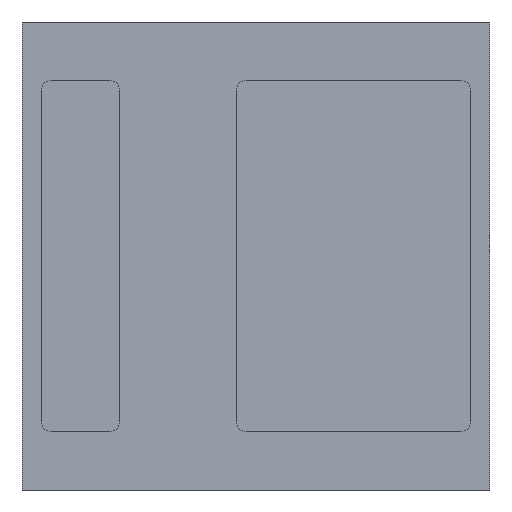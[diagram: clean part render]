
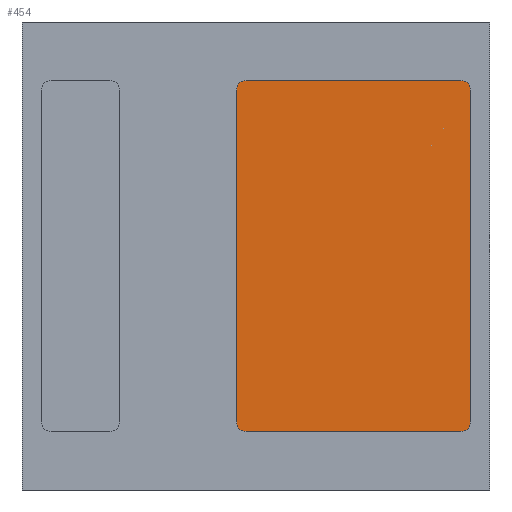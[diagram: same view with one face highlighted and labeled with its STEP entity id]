
A CAD part, front view. The second image highlights one B-rep face of the part: STEP entity #454.
In plain terms, the highlighted planar face has unit normal (0, -1, 0).
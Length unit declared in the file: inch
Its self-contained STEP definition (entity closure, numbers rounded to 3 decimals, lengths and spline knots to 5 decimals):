
#13 = DIRECTION ( 'NONE',  ( 0., 0., -1. ) ) ;
#24 = LINE ( 'NONE', #352, #336 ) ;
#25 = PLANE ( 'NONE',  #369 ) ;
#26 = CARTESIAN_POINT ( 'NONE',  ( -0.005, 0., -0.0425 ) ) ;
#34 = DIRECTION ( 'NONE',  ( 0., 0., 1. ) ) ;
#39 = CARTESIAN_POINT ( 'NONE',  ( 0.0525, 0., 0.045 ) ) ;
#52 = DIRECTION ( 'NONE',  ( 0., -1., 0. ) ) ;
#67 = CARTESIAN_POINT ( 'NONE',  ( 0.0525, 0., 0.0425 ) ) ;
#83 = AXIS2_PLACEMENT_3D ( 'NONE', #944, #706, #13 ) ;
#104 = DIRECTION ( 'NONE',  ( 0., 0., -1. ) ) ;
#126 = VERTEX_POINT ( 'NONE', #597 ) ;
#148 = AXIS2_PLACEMENT_3D ( 'NONE', #551, #419, #791 ) ;
#168 = VERTEX_POINT ( 'NONE', #26 ) ;
#194 = DIRECTION ( 'NONE',  ( 0., 0., 1. ) ) ;
#220 = ORIENTED_EDGE ( 'NONE', *, *, #789, .T. ) ;
#226 = ORIENTED_EDGE ( 'NONE', *, *, #921, .T. ) ;
#242 = VERTEX_POINT ( 'NONE', #779 ) ;
#249 = VERTEX_POINT ( 'NONE', #616 ) ;
#258 = CARTESIAN_POINT ( 'NONE',  ( -0.0025, 0., -0.045 ) ) ;
#263 = DIRECTION ( 'NONE',  ( 0., -1., 0. ) ) ;
#268 = LINE ( 'NONE', #258, #304 ) ;
#275 = DIRECTION ( 'NONE',  ( 0., 1., 0. ) ) ;
#282 = VERTEX_POINT ( 'NONE', #694 ) ;
#292 = ORIENTED_EDGE ( 'NONE', *, *, #746, .T. ) ;
#304 = VECTOR ( 'NONE', #579, 39.37008 ) ;
#318 = CIRCLE ( 'NONE', #83, 0.0025 ) ;
#323 = ORIENTED_EDGE ( 'NONE', *, *, #409, .T. ) ;
#336 = VECTOR ( 'NONE', #34, 39.37008 ) ;
#344 = FACE_OUTER_BOUND ( 'NONE', #528, .T. ) ;
#352 = CARTESIAN_POINT ( 'NONE',  ( 0.055, 0., -0.0425 ) ) ;
#369 = AXIS2_PLACEMENT_3D ( 'NONE', #891, #275, #194 ) ;
#409 = EDGE_CURVE ( 'NONE', #819, #412, #866, .T. ) ;
#412 = VERTEX_POINT ( 'NONE', #500 ) ;
#419 = DIRECTION ( 'NONE',  ( 0., -1., 0. ) ) ;
#440 = AXIS2_PLACEMENT_3D ( 'NONE', #67, #52, #847 ) ;
#454 = ADVANCED_FACE ( 'NONE', ( #344 ), #25, .F. ) ;
#469 = CARTESIAN_POINT ( 'NONE',  ( 0.0525, 0., -0.045 ) ) ;
#487 = ORIENTED_EDGE ( 'NONE', *, *, #878, .T. ) ;
#488 = VECTOR ( 'NONE', #869, 39.37008 ) ;
#489 = CIRCLE ( 'NONE', #148, 0.0025 ) ;
#500 = CARTESIAN_POINT ( 'NONE',  ( -0.0025, 0., 0.045 ) ) ;
#506 = VERTEX_POINT ( 'NONE', #469 ) ;
#509 = DIRECTION ( 'NONE',  ( 0., 0., 1. ) ) ;
#522 = LINE ( 'NONE', #832, #875 ) ;
#528 = EDGE_LOOP ( 'NONE', ( #226, #487, #936, #582, #962, #323, #292, #220 ) ) ;
#551 = CARTESIAN_POINT ( 'NONE',  ( -0.0025, 0., 0.0425 ) ) ;
#552 = EDGE_CURVE ( 'NONE', #249, #819, #774, .T. ) ;
#579 = DIRECTION ( 'NONE',  ( 1., 0., 0. ) ) ;
#582 = ORIENTED_EDGE ( 'NONE', *, *, #785, .T. ) ;
#597 = CARTESIAN_POINT ( 'NONE',  ( 0.055, 0., -0.0425 ) ) ;
#616 = CARTESIAN_POINT ( 'NONE',  ( 0.055, 0., 0.0425 ) ) ;
#694 = CARTESIAN_POINT ( 'NONE',  ( -0.0025, 0., -0.045 ) ) ;
#706 = DIRECTION ( 'NONE',  ( 0., -1., 0. ) ) ;
#717 = EDGE_CURVE ( 'NONE', #506, #126, #318, .T. ) ;
#746 = EDGE_CURVE ( 'NONE', #412, #242, #489, .T. ) ;
#774 = CIRCLE ( 'NONE', #440, 0.0025 ) ;
#779 = CARTESIAN_POINT ( 'NONE',  ( -0.005, 0., 0.0425 ) ) ;
#785 = EDGE_CURVE ( 'NONE', #126, #249, #24, .T. ) ;
#789 = EDGE_CURVE ( 'NONE', #242, #168, #522, .T. ) ;
#791 = DIRECTION ( 'NONE',  ( 0., 0., 1. ) ) ;
#819 = VERTEX_POINT ( 'NONE', #39 ) ;
#832 = CARTESIAN_POINT ( 'NONE',  ( -0.005, 0., -0.0425 ) ) ;
#847 = DIRECTION ( 'NONE',  ( 0., 0., 1. ) ) ;
#862 = AXIS2_PLACEMENT_3D ( 'NONE', #982, #263, #509 ) ;
#866 = LINE ( 'NONE', #964, #488 ) ;
#869 = DIRECTION ( 'NONE',  ( -1., 0., 0. ) ) ;
#875 = VECTOR ( 'NONE', #104, 39.37008 ) ;
#878 = EDGE_CURVE ( 'NONE', #282, #506, #268, .T. ) ;
#891 = CARTESIAN_POINT ( 'NONE',  ( 0., 0., 0. ) ) ;
#921 = EDGE_CURVE ( 'NONE', #168, #282, #1006, .T. ) ;
#936 = ORIENTED_EDGE ( 'NONE', *, *, #717, .T. ) ;
#944 = CARTESIAN_POINT ( 'NONE',  ( 0.0525, 0., -0.0425 ) ) ;
#962 = ORIENTED_EDGE ( 'NONE', *, *, #552, .T. ) ;
#964 = CARTESIAN_POINT ( 'NONE',  ( -0.0025, 0., 0.045 ) ) ;
#982 = CARTESIAN_POINT ( 'NONE',  ( -0.0025, 0., -0.0425 ) ) ;
#1006 = CIRCLE ( 'NONE', #862, 0.0025 ) ;
